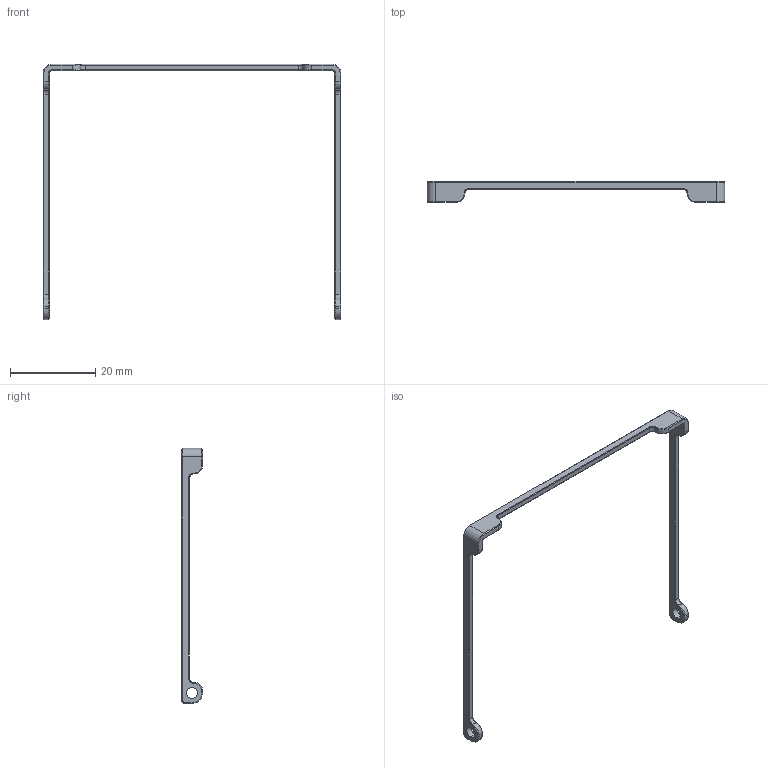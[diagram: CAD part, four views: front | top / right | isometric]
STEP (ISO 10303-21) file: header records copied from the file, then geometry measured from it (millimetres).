
FILE_DESCRIPTION (( 'STEP AP203' ), '1' );
FILE_NAME ('stand_v2.STEP', '2023-11-23T12:20:22', ( '' ), ( '' ), 'SwSTEP 2.0', 'SolidWorks 2020', '' );
FILE_SCHEMA (( 'CONFIG_CONTROL_DESIGN' ));
Length unit declared in the file: millimetre
Products named in the file (1): stand_v2
Bounding box: 70 x 5 x 60 mm (x, y, z)
Volume: 654.1 mm3; surface area: 1410.5 mm2
Topology: 1 solids, 1 shells, 126 faces, 292 edges, 168 vertices
Faces by surface type: plane 62, cone 40, cylinder 24
Entity records: 3569 total; most frequent: DIRECTION 634, CARTESIAN_POINT 587, ORIENTED_EDGE 584, EDGE_CURVE 292, AXIS2_PLACEMENT_3D 215, LINE 204, VECTOR 204, VERTEX_POINT 168
